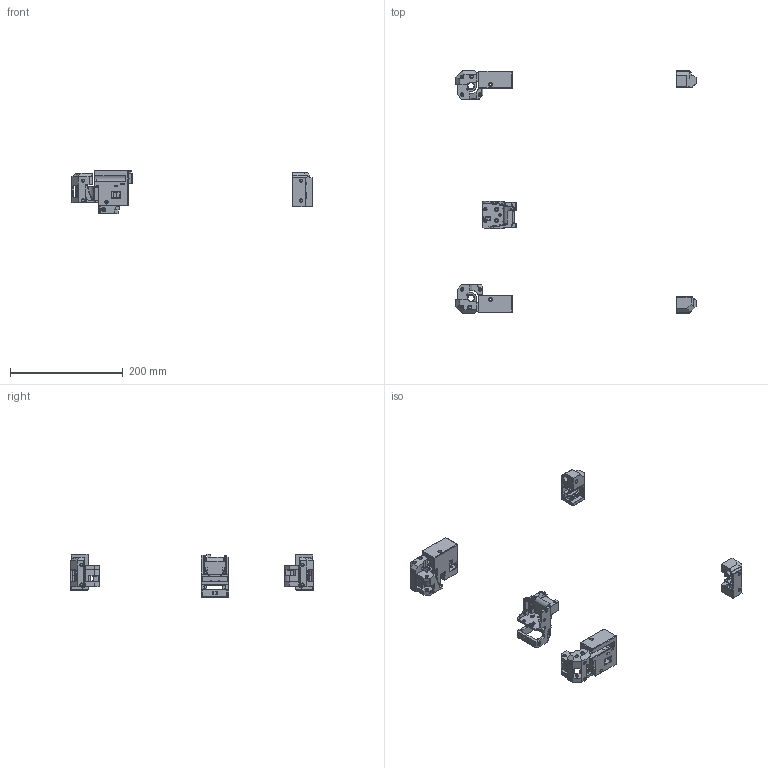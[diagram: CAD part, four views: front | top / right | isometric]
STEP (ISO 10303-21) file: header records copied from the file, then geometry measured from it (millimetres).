
FILE_DESCRIPTION(/* description */ (''),/* implementation_level */ '2;1');
FILE_NAME(/* name */ 'K1 10mmY Xreinforced BCJ linear rail gantry.step',/* time_stamp */ '2025-06-24T17:35:53+02:00',/* author */ (''),/* organization */ (''),/* preprocessor_version */ 'ST-DEVELOPER v20.1',/* originating_system */ 'Autodesk Translation Framework v14.10.0.0',/* authorisation */ '');
FILE_SCHEMA (('AUTOMOTIVE_DESIGN { 1 0 10303 214 3 1 1 }'));
Products named in the file (6): K1 Max X Rail reinforced; Carto Mount; Left Stepper Mount F623ZZ; Right Stepper Mount F623ZZ; Left Tensioner Housing; Right Tensioner Housing
Assembly tree (5 placements, depth 3):
  K1 Max X Rail reinforced
    Carto Mount
      Left Stepper Mount F623ZZ
    Right Stepper Mount F623ZZ
    Left Tensioner Housing
    Right Tensioner Housing
Bounding box: 425.42 x 430.14 x 77 mm (x, y, z)
Volume: 325987.3 mm3; surface area: 129559.9 mm2
Topology: 7 solids, 7 shells, 1797 faces, 4611 edges, 2857 vertices
Faces by surface type: plane 871, cylinder 595, cone 128, torus 95, bspline 57, sphere 51
Full cylindrical faces by diameter (mm): 2.5 x3, 2.75 x2, 3 x23, 3.2 x4, 3.3 x8, 3.4 x7, 3.5 x2, 3.8 x2, 4 x2, 4.2 x16, 4.6 x11, 4.62 x2, 5.5 x6, 5.599 x1, 6 x23, 6.5 x2, 10.15 x6, 11.2 x2, 12.65 x2, 19.25 x1, 28 x2
Entity records: 59871 total; most frequent: CARTESIAN_POINT 15290, DIRECTION 9380, ORIENTED_EDGE 9208, EDGE_CURVE 4604, AXIS2_PLACEMENT_3D 3248, LINE 2884, VECTOR 2884, VERTEX_POINT 2857
